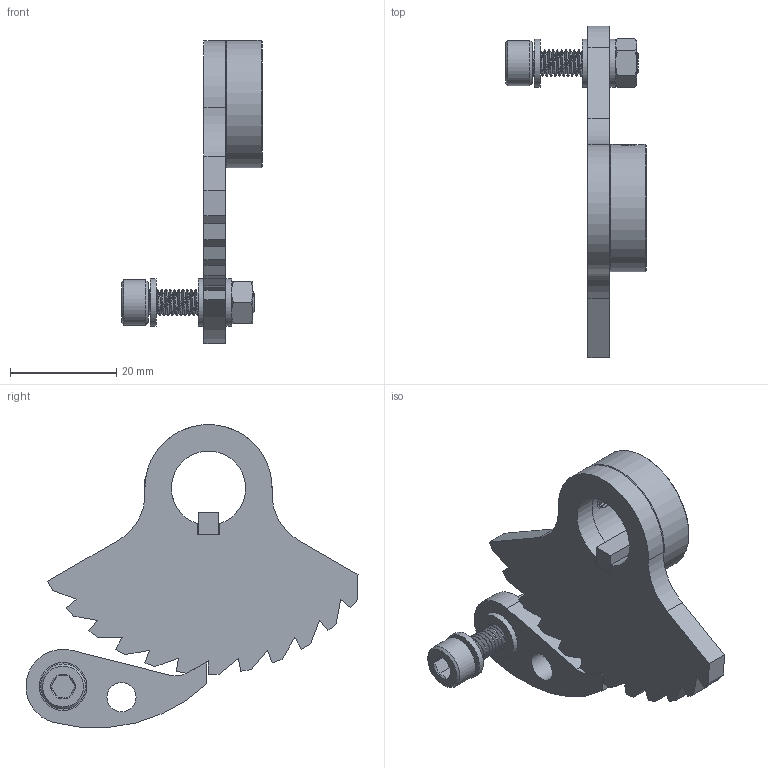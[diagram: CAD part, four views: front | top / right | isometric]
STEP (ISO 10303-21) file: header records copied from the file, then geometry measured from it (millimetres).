
FILE_DESCRIPTION(/* description */ (''),/* implementation_level */ '2;1');
FILE_NAME(/* name */ 'KlinkenSperrung.step',/* time_stamp */ '2023-11-03T00:23:05+01:00',/* author */ (''),/* organization */ (''),/* preprocessor_version */ 'ST-DEVELOPER v20',/* originating_system */ 'Autodesk Translation Framework v12.14.0.127',/* authorisation */ '');
FILE_SCHEMA (('AUTOMOTIVE_DESIGN { 1 0 10303 214 3 1 1 }'));
Length unit declared in the file: millimetre
Products named in the file (10): KlinkenSperrung; Sperrad; Klinke; Passfeder; Stellring; M4x5 - DIN 914 - 91217A110; M5x20 - DIN 912 - 91292A128; M5 Nut - DIN 934 - 91828A241; MessingLager; M5x1mm OD 9mm Washer - DIN433 - 98690A112
Assembly tree (11 placements, depth 3):
  KlinkenSperrung
    Sperrad
    Klinke
    Passfeder
    Stellring
      M4x5 - DIN 914 - 91217A110
    M5x20 - DIN 912 - 91292A128
    M5 Nut - DIN 934 - 91828A241
    MessingLager
    M5x1mm OD 9mm Washer - DIN433 - 98690A112  x3
Bounding box: 26.5 x 62.5 x 57.04 mm (x, y, z)
Volume: 9770.1 mm3; surface area: 8252.4 mm2
Topology: 11 solids, 11 shells, 252 faces, 629 edges, 401 vertices
Faces by surface type: plane 102, cylinder 102, cone 39, bspline 9
Full cylindrical faces by diameter (mm): 3.332 x3, 3.961 x27, 4 x3, 4.109 x2, 5 x29, 5.3 x3, 5.5 x1, 8 x2, 8.5 x1, 9 x3, 24 x1
Entity records: 15393 total; most frequent: CARTESIAN_POINT 9646, ORIENTED_EDGE 1234, DIRECTION 996, EDGE_CURVE 617, VERTEX_POINT 393, AXIS2_PLACEMENT_3D 352, LINE 292, VECTOR 292
